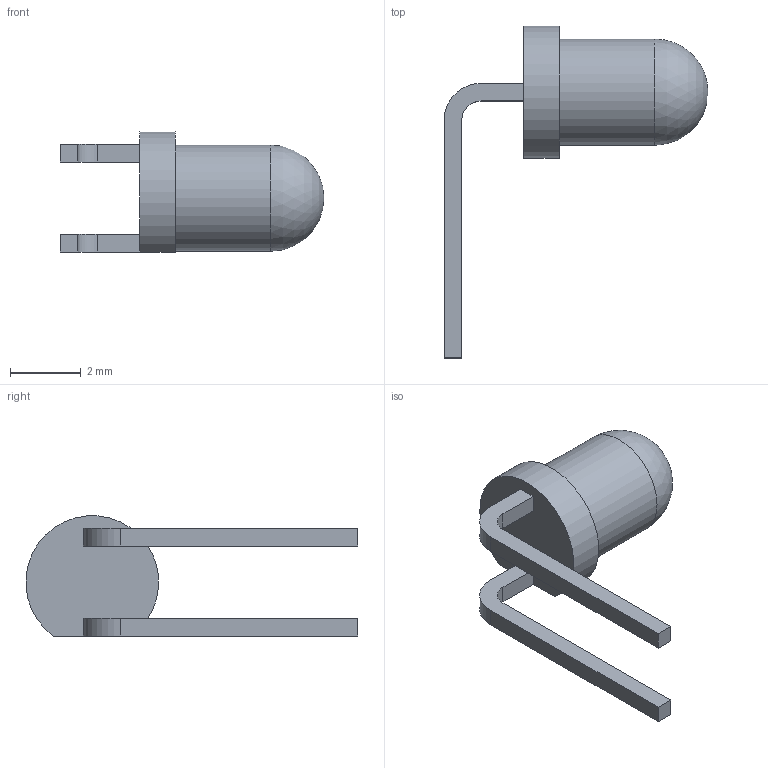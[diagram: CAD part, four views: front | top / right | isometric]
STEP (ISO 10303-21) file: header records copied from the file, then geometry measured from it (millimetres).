
FILE_DESCRIPTION(/* description */ (''),/* implementation_level */ '2;1');
FILE_NAME(/* name */ 'LED-90-Degree.step',/* time_stamp */ '2019-07-25T15:35:58+01:00',/* author */ (''),/* organization */ (''),/* preprocessor_version */ 'ST-DEVELOPER v18',/* originating_system */ 'Autodesk Translation Framework v8.2.0.1029',/* authorisation */ '');
FILE_SCHEMA (('AUTOMOTIVE_DESIGN { 1 0 10303 214 3 1 1 }'));
Length unit declared in the file: millimetre
Products named in the file (1): LED-90-Degree
Bounding box: 7.45 x 9.37 x 3.39 mm (x, y, z)
Volume: 41.2 mm3; surface area: 102.8 mm2
Topology: 3 solids, 3 shells, 26 faces, 61 edges, 41 vertices
Faces by surface type: plane 19, cylinder 6, sphere 1
Full cylindrical faces by diameter (mm): 3 x1
Entity records: 788 total; most frequent: DIRECTION 129, CARTESIAN_POINT 128, ORIENTED_EDGE 120, EDGE_CURVE 60, LINE 45, VECTOR 45, AXIS2_PLACEMENT_3D 42, VERTEX_POINT 41
